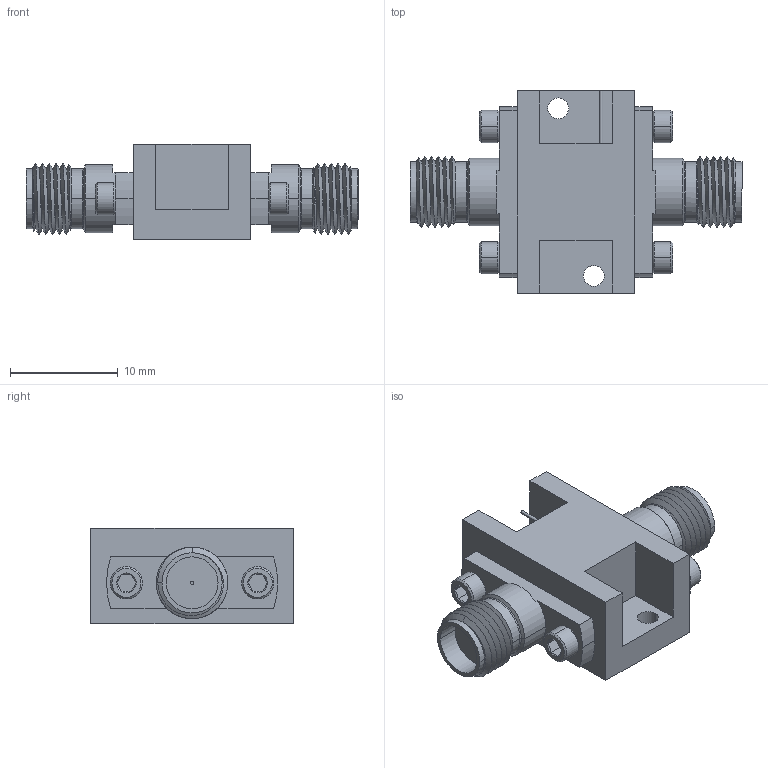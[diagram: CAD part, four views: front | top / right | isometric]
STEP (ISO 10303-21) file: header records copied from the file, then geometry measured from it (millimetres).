
FILE_DESCRIPTION (( 'STEP AP203' ), '1' );
FILE_NAME ('BL-ZC-3 DF.STEP', '2019-05-16T23:51:18', ( '' ), ( '' ), 'SwSTEP 2.0', 'SolidWorks 2016', '' );
FILE_SCHEMA (( 'CONFIG_CONTROL_DESIGN' ));
Length unit declared in the file: inch
Products named in the file (1): BL-ZC-3 DF
Bounding box: 30.84 x 18.81 x 8.89 mm (x, y, z)
Volume: 2080.3 mm3; surface area: 1988 mm2
Topology: 1 solids, 5 shells, 301 faces, 748 edges, 472 vertices
Faces by surface type: cylinder 156, plane 73, cone 56, bspline 12, torus 4
Entity records: 13593 total; most frequent: CARTESIAN_POINT 6992, ORIENTED_EDGE 1496, DIRECTION 1234, EDGE_CURVE 748, VERTEX_POINT 472, AXIS2_PLACEMENT_3D 472, EDGE_LOOP 328, FACE_OUTER_BOUND 301
